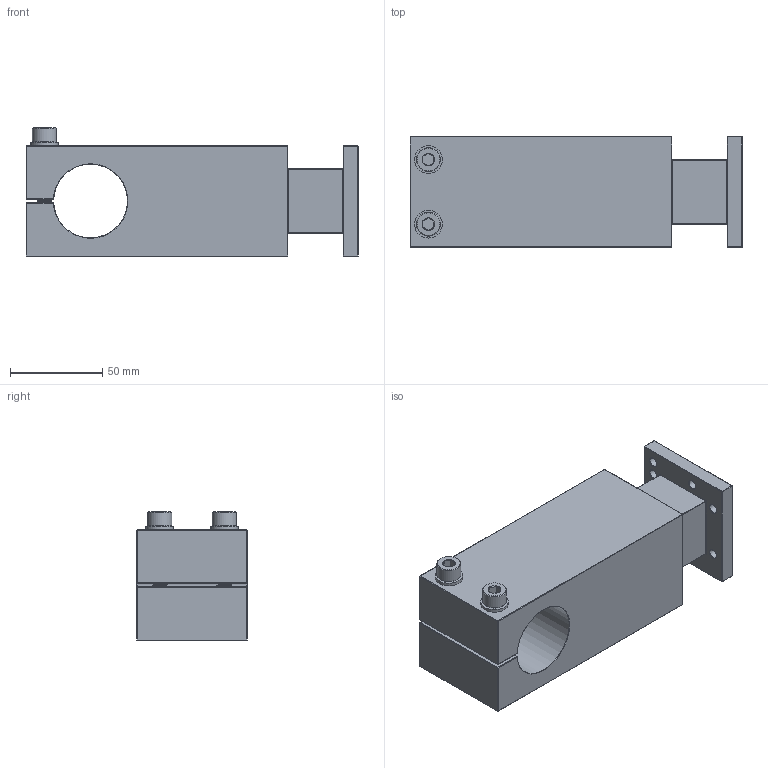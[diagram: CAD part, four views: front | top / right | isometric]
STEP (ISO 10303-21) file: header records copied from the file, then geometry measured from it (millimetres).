
FILE_DESCRIPTION(/* description */ (''),/* implementation_level */ '2;1');
FILE_NAME(/* name */ 'bed3d0f0-aed4-4383-8616-7c7546c9d568.stp',/* time_stamp */ '2024-10-08T19:06:47Z',/* author */ (''),/* organization */ (''),/* preprocessor_version */ 'ST-DEVELOPER v20',/* originating_system */ 'Autodesk Translation Framework v13.20.0.188',/* authorisation */ '');
FILE_SCHEMA (('AUTOMOTIVE_DESIGN { 1 0 10303 214 3 1 1 }'));
Length unit declared in the file: millimetre
Products named in the file (4): SE 01_016; SE 01.016_body_part; Washer_8; Socket_head_screw_M8
Assembly tree (5 placements, depth 2):
  SE 01_016
    Washer_8  x2
    Socket_head_screw_M8  x2
    SE 01.016_body_part
Bounding box: 180 x 60 x 69.8 mm (x, y, z)
Volume: 499147.6 mm3; surface area: 68044.5 mm2
Topology: 5 solids, 5 shells, 500 faces, 1320 edges, 836 vertices
Faces by surface type: cylinder 323, plane 125, cone 40, bspline 12
Full cylindrical faces by diameter (mm): 5.035 x8, 6.701 x54, 6.779 x48, 8 x56, 8.17 x22, 8.4 x2, 13 x2, 15 x2
Entity records: 29652 total; most frequent: CARTESIAN_POINT 20318, ORIENTED_EDGE 2186, DIRECTION 1479, EDGE_CURVE 1093, VERTEX_POINT 689, B_SPLINE_CURVE_WITH_KNOTS 523, AXIS2_PLACEMENT_3D 504, LINE 471
